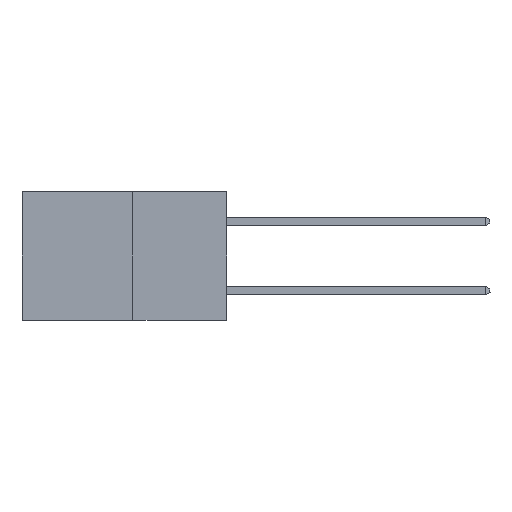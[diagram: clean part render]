
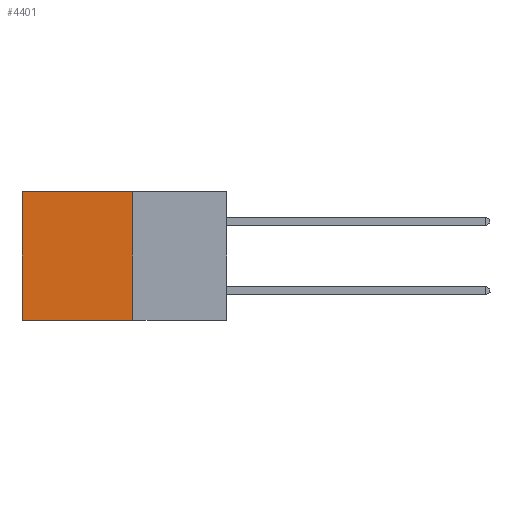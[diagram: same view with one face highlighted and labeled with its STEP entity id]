
A CAD part, left-side view. The second image highlights one B-rep face of the part: STEP entity #4401.
In plain terms, the highlighted planar face has unit normal (-1, 0, 0).
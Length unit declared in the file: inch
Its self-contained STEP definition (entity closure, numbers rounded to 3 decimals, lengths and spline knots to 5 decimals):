
#346 = EDGE_CURVE ( 'NONE', #6911, #6460, #6185, .T. ) ;
#678 = DIRECTION ( 'NONE',  ( 0., 0., -1. ) ) ;
#1463 = EDGE_CURVE ( 'NONE', #3117, #3973, #3069, .T. ) ;
#1897 = VECTOR ( 'NONE', #8938, 39.37008 ) ;
#2041 = EDGE_CURVE ( 'NONE', #6911, #3117, #2186, .T. ) ;
#2186 = LINE ( 'NONE', #7949, #9347 ) ;
#2345 = ORIENTED_EDGE ( 'NONE', *, *, #2041, .F. ) ;
#2679 = EDGE_LOOP ( 'NONE', ( #5442, #4021, #2345, #2771 ) ) ;
#2707 = CARTESIAN_POINT ( 'NONE',  ( 0.277, 0.59, 0. ) ) ;
#2771 = ORIENTED_EDGE ( 'NONE', *, *, #346, .T. ) ;
#3069 = LINE ( 'NONE', #5586, #6577 ) ;
#3087 = FACE_OUTER_BOUND ( 'NONE', #2679, .T. ) ;
#3117 = VERTEX_POINT ( 'NONE', #7833 ) ;
#3973 = VERTEX_POINT ( 'NONE', #9298 ) ;
#3975 = EDGE_CURVE ( 'NONE', #6460, #3973, #7769, .T. ) ;
#4021 = ORIENTED_EDGE ( 'NONE', *, *, #1463, .F. ) ;
#4401 = ADVANCED_FACE ( 'NONE', ( #3087 ), #6303, .F. ) ;
#4612 = AXIS2_PLACEMENT_3D ( 'NONE', #6309, #6333, #6294 ) ;
#5442 = ORIENTED_EDGE ( 'NONE', *, *, #3975, .T. ) ;
#5586 = CARTESIAN_POINT ( 'NONE',  ( 0.277, 0.27, -0.37 ) ) ;
#5824 = VECTOR ( 'NONE', #9263, 39.37008 ) ;
#6185 = LINE ( 'NONE', #8320, #1897 ) ;
#6294 = DIRECTION ( 'NONE',  ( 0., 0., -1. ) ) ;
#6303 = PLANE ( 'NONE',  #4612 ) ;
#6309 = CARTESIAN_POINT ( 'NONE',  ( 0.277, 0.27, -0.37 ) ) ;
#6333 = DIRECTION ( 'NONE',  ( 1., 0., 0. ) ) ;
#6460 = VERTEX_POINT ( 'NONE', #2707 ) ;
#6577 = VECTOR ( 'NONE', #8804, 39.37008 ) ;
#6911 = VERTEX_POINT ( 'NONE', #7641 ) ;
#7641 = CARTESIAN_POINT ( 'NONE',  ( 0.277, 0.27, 0. ) ) ;
#7769 = LINE ( 'NONE', #9289, #5824 ) ;
#7833 = CARTESIAN_POINT ( 'NONE',  ( 0.277, 0.27, -0.37 ) ) ;
#7949 = CARTESIAN_POINT ( 'NONE',  ( 0.277, 0.27, -0.37 ) ) ;
#8320 = CARTESIAN_POINT ( 'NONE',  ( 0.277, 0.27, 0. ) ) ;
#8804 = DIRECTION ( 'NONE',  ( 0., 1., 0. ) ) ;
#8938 = DIRECTION ( 'NONE',  ( 0., 1., 0. ) ) ;
#9263 = DIRECTION ( 'NONE',  ( 0., 0., -1. ) ) ;
#9289 = CARTESIAN_POINT ( 'NONE',  ( 0.277, 0.59, -0.37 ) ) ;
#9298 = CARTESIAN_POINT ( 'NONE',  ( 0.277, 0.59, -0.37 ) ) ;
#9347 = VECTOR ( 'NONE', #678, 39.37008 ) ;
